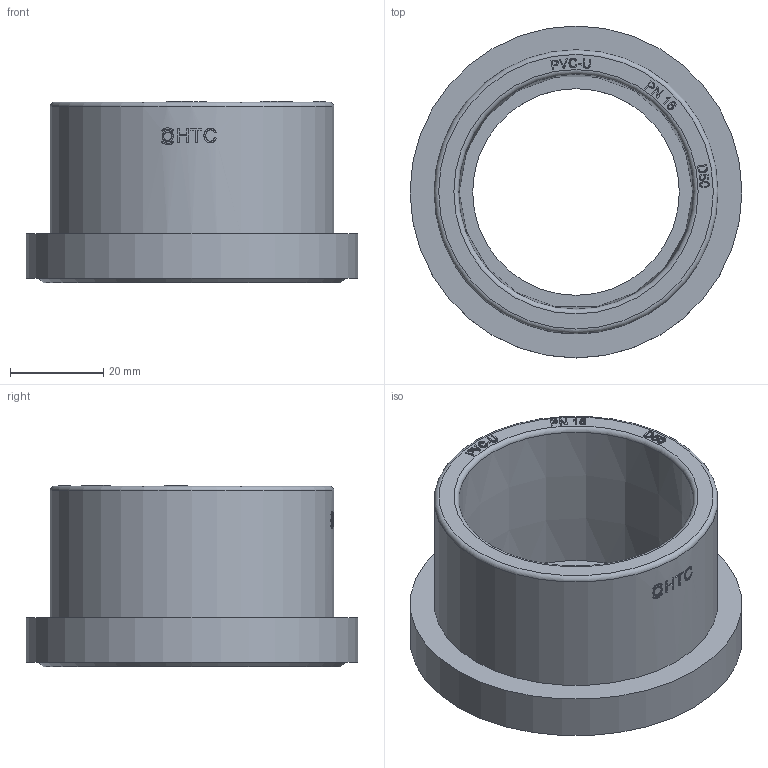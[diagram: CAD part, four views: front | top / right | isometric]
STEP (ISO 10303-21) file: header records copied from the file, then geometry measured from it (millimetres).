
FILE_DESCRIPTION(/* description */ (''),/* implementation_level */ '2;1');
FILE_NAME(/* name */ '法兰内套50.stp',/* time_stamp */ '2025-01-13T08:16:20+08:00',/* author */ (''),/* organization */ (''),/* preprocessor_version */ 'ST-DEVELOPER v16',/* originating_system */ 'SIEMENS PLM Software NX 10.0',/* authorisation */ '');
FILE_SCHEMA (('AUTOMOTIVE_DESIGN { 1 0 10303 214 3 1 1 1 }'));
Length unit declared in the file: millimetre
Products named in the file (1): gelv10BC33B2035f
Bounding box: 71.3 x 71.3 x 39.05 mm (x, y, z)
Volume: 47833.2 mm3; surface area: 18642.9 mm2
Topology: 1 solids, 1 shells, 216 faces, 552 edges, 370 vertices
Faces by surface type: plane 98, extrusion 85, bspline 14, cylinder 10, cone 7, torus 2
Full cylindrical faces by diameter (mm): 44.4 x1, 61 x1, 71.3 x1
Entity records: 8473 total; most frequent: CARTESIAN_POINT 3884, ORIENTED_EDGE 1060, DIRECTION 605, EDGE_CURVE 530, B_SPLINE_CURVE_WITH_KNOTS 379, VERTEX_POINT 362, EDGE_LOOP 264, VECTOR 261
